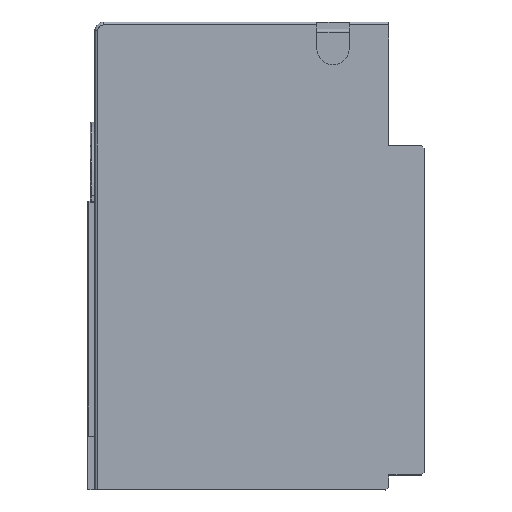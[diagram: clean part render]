
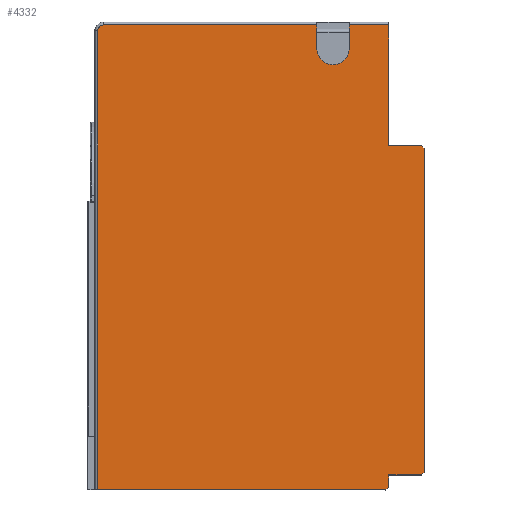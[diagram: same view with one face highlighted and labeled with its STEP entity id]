
A CAD part, top view. The second image highlights one B-rep face of the part: STEP entity #4332.
In plain terms, the highlighted planar face has unit normal (0, 0, 1).
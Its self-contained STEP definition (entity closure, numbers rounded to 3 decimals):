
#813=DIRECTION('',(0.,-1.,0.));
#814=VECTOR('',#813,20.5);
#815=CARTESIAN_POINT('',(-172.656,-23.712,145.3));
#816=LINE('',#815,#814);
#891=DIRECTION('',(1.,0.,0.));
#892=VECTOR('',#891,6.75);
#893=CARTESIAN_POINT('',(-179.406,-23.712,145.3));
#894=LINE('',#893,#892);
#921=DIRECTION('',(0.,1.,0.));
#922=VECTOR('',#921,4.);
#923=CARTESIAN_POINT('',(-179.406,-27.712,145.3));
#924=LINE('',#923,#922);
#951=DIRECTION('',(0.,-1.,0.));
#952=VECTOR('',#951,4.);
#953=CARTESIAN_POINT('',(-184.906,-23.711,145.3));
#954=LINE('',#953,#952);
#984=DIRECTION('',(-0.707,0.707,0.));
#985=VECTOR('',#984,0.707);
#986=CARTESIAN_POINT('',(-166.656,-44.712,145.3));
#987=LINE('',#986,#985);
#988=DIRECTION('',(0.707,0.707,0.));
#989=VECTOR('',#988,0.707);
#990=CARTESIAN_POINT('',(-167.156,-100.212,145.3));
#991=LINE('',#990,#989);
#992=DIRECTION('',(0.707,0.707,0.));
#993=VECTOR('',#992,0.707);
#994=CARTESIAN_POINT('',(-173.156,-102.712,145.3));
#995=LINE('',#994,#993);
#996=CARTESIAN_POINT('',(-221.156,-24.712,145.3));
#997=DIRECTION('',(0.,0.,1.));
#998=DIRECTION('',(0.,1.,0.));
#999=AXIS2_PLACEMENT_3D('',#996,#997,#998);
#1001=CARTESIAN_POINT('',(-182.156,-27.712,145.3));
#1002=DIRECTION('',(0.,0.,-1.));
#1003=DIRECTION('',(1.,0.,0.));
#1004=AXIS2_PLACEMENT_3D('',#1001,#1002,#1003);
#1050=DIRECTION('',(1.,0.,0.));
#1051=VECTOR('',#1050,5.5);
#1052=CARTESIAN_POINT('',(-172.656,-44.212,145.3));
#1053=LINE('',#1052,#1051);
#1126=DIRECTION('',(0.,-1.,0.));
#1127=VECTOR('',#1126,55.);
#1128=CARTESIAN_POINT('',(-166.656,-44.712,145.3));
#1129=LINE('',#1128,#1127);
#1286=DIRECTION('',(0.,-1.,0.));
#1287=VECTOR('',#1286,2.);
#1288=CARTESIAN_POINT('',(-172.656,-100.212,145.3));
#1289=LINE('',#1288,#1287);
#1421=DIRECTION('',(-1.,0.,0.));
#1422=VECTOR('',#1421,49.);
#1423=CARTESIAN_POINT('',(-173.156,-102.712,145.3));
#1424=LINE('',#1423,#1422);
#1736=DIRECTION('',(1.,0.,0.));
#1737=VECTOR('',#1736,36.25);
#1738=CARTESIAN_POINT('',(-221.156,-23.711,
145.3));
#1739=LINE('',#1738,#1737);
#1748=DIRECTION('',(0.,1.,0.));
#1749=VECTOR('',#1748,78.);
#1750=CARTESIAN_POINT('',(-222.156,-102.712,
145.3));
#1751=LINE('',#1750,#1749);
#1878=DIRECTION('',(-1.,0.,0.));
#1879=VECTOR('',#1878,5.5);
#1880=CARTESIAN_POINT('',(-167.156,-100.212,145.3));
#1881=LINE('',#1880,#1879);
#2504=CARTESIAN_POINT('',(-179.406,-23.712,145.3));
#2506=VERTEX_POINT('',#2504);
#2508=CARTESIAN_POINT('',(-172.656,-23.712,145.3));
#2509=VERTEX_POINT('',#2508);
#2513=CARTESIAN_POINT('',(-184.906,-27.712,145.3));
#2515=VERTEX_POINT('',#2513);
#2516=CARTESIAN_POINT('',(-179.406,-27.712,145.3));
#2517=VERTEX_POINT('',#2516);
#2526=CARTESIAN_POINT('',(-184.906,-23.712,145.3));
#2527=VERTEX_POINT('',#2526);
#2530=CARTESIAN_POINT('',(-221.156,-23.711,
145.3));
#2531=VERTEX_POINT('',#2530);
#2536=CARTESIAN_POINT('',(-222.156,-102.712,145.3));
#2537=VERTEX_POINT('',#2536);
#2538=CARTESIAN_POINT('',(-222.156,-24.712,
145.3));
#2539=VERTEX_POINT('',#2538);
#2694=CARTESIAN_POINT('',(-172.656,-44.212,145.3));
#2695=VERTEX_POINT('',#2694);
#2709=CARTESIAN_POINT('',(-167.156,-44.212,145.3));
#2711=VERTEX_POINT('',#2709);
#2772=CARTESIAN_POINT('',(-172.656,-102.212,145.3));
#2773=VERTEX_POINT('',#2772);
#2776=CARTESIAN_POINT('',(-172.656,-100.212,145.3));
#2777=VERTEX_POINT('',#2776);
#2786=CARTESIAN_POINT('',(-167.156,-100.212,145.3));
#2787=VERTEX_POINT('',#2786);
#2796=CARTESIAN_POINT('',(-166.656,-99.712,145.3));
#2797=VERTEX_POINT('',#2796);
#2798=CARTESIAN_POINT('',(-166.656,-44.712,145.3));
#2800=VERTEX_POINT('',#2798);
#2802=CARTESIAN_POINT('',(-173.156,-102.712,145.3));
#2803=VERTEX_POINT('',#2802);
#4298=CARTESIAN_POINT('',(-194.406,-63.212,145.3));
#4299=DIRECTION('',(0.,0.,1.));
#4300=DIRECTION('',(0.,-1.,0.));
#4301=AXIS2_PLACEMENT_3D('',#4298,#4299,#4300);
#4302=PLANE('',#4301);
#4304=ORIENTED_EDGE('',*,*,#4303,.F.);
#4306=ORIENTED_EDGE('',*,*,#4305,.T.);
#4308=ORIENTED_EDGE('',*,*,#4307,.F.);
#4310=ORIENTED_EDGE('',*,*,#4309,.T.);
#4312=ORIENTED_EDGE('',*,*,#4311,.T.);
#4314=ORIENTED_EDGE('',*,*,#4313,.F.);
#4316=ORIENTED_EDGE('',*,*,#4315,.T.);
#4318=ORIENTED_EDGE('',*,*,#4317,.T.);
#4320=ORIENTED_EDGE('',*,*,#4319,.F.);
#4322=ORIENTED_EDGE('',*,*,#4321,.T.);
#4323=ORIENTED_EDGE('',*,*,#4222,.T.);
#4324=ORIENTED_EDGE('',*,*,#4286,.F.);
#4325=ORIENTED_EDGE('',*,*,#4154,.T.);
#4326=ORIENTED_EDGE('',*,*,#4127,.T.);
#4327=ORIENTED_EDGE('',*,*,#3958,.T.);
#4329=ORIENTED_EDGE('',*,*,#4328,.T.);
#4330=EDGE_LOOP('',(#4304,#4306,#4308,#4310,#4312,#4314,#4316,#4318,#4320,#4322,
#4323,#4324,#4325,#4326,#4327,#4329));
#4331=FACE_OUTER_BOUND('',#4330,.F.);
#1000=CIRCLE('',#999,1.);
#1005=CIRCLE('',#1004,2.75);
#3958=EDGE_CURVE('',#2509,#2695,#816,.T.);
#4127=EDGE_CURVE('',#2506,#2509,#894,.T.);
#4154=EDGE_CURVE('',#2517,#2506,#924,.T.);
#4222=EDGE_CURVE('',#2527,#2515,#954,.T.);
#4286=EDGE_CURVE('',#2517,#2515,#1005,.T.);
#4303=EDGE_CURVE('',#2800,#2711,#987,.T.);
#4305=EDGE_CURVE('',#2800,#2797,#1129,.T.);
#4307=EDGE_CURVE('',#2787,#2797,#991,.T.);
#4309=EDGE_CURVE('',#2787,#2777,#1881,.T.);
#4311=EDGE_CURVE('',#2777,#2773,#1289,.T.);
#4313=EDGE_CURVE('',#2803,#2773,#995,.T.);
#4315=EDGE_CURVE('',#2803,#2537,#1424,.T.);
#4317=EDGE_CURVE('',#2537,#2539,#1751,.T.);
#4319=EDGE_CURVE('',#2531,#2539,#1000,.T.);
#4321=EDGE_CURVE('',#2531,#2527,#1739,.T.);
#4328=EDGE_CURVE('',#2695,#2711,#1053,.T.);
#4332=ADVANCED_FACE('',(#4331),#4302,.T.);
